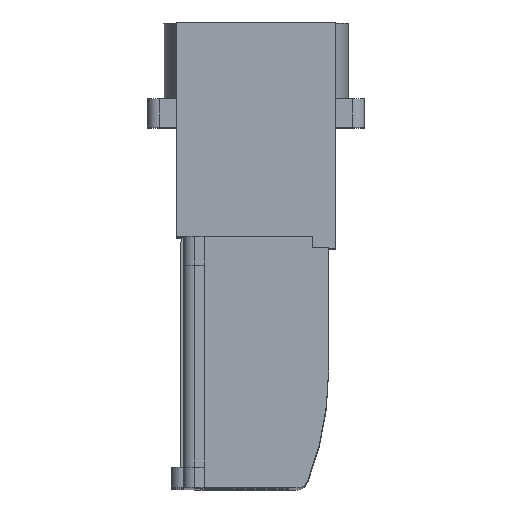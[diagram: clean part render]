
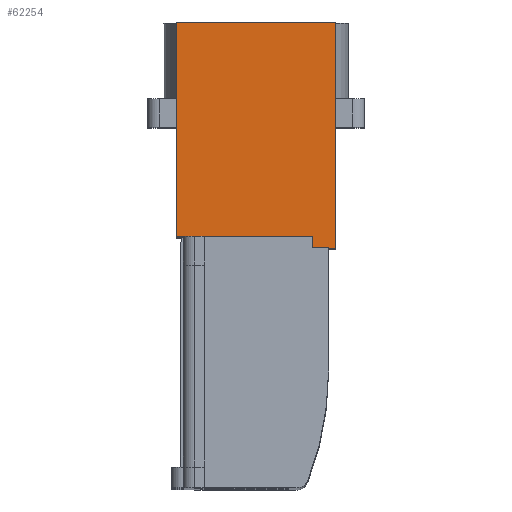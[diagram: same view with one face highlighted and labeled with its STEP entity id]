
A CAD part, top view. The second image highlights one B-rep face of the part: STEP entity #62254.
In plain terms, the highlighted face is planar.
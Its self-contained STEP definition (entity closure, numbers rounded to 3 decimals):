
#2679 = LINE ( 'NONE', #41115, #60838 ) ;
#3017 = CARTESIAN_POINT ( 'NONE',  ( -34.5, 19.6, -4.9 ) ) ;
#4905 = CARTESIAN_POINT ( 'NONE',  ( -34.5, 19.6, -6.9 ) ) ;
#5040 = ORIENTED_EDGE ( 'NONE', *, *, #58247, .F. ) ;
#6096 = AXIS2_PLACEMENT_3D ( 'NONE', #22603, #46140, #46454 ) ;
#6439 = VERTEX_POINT ( 'NONE', #3017 ) ;
#7360 = ORIENTED_EDGE ( 'NONE', *, *, #45504, .T. ) ;
#7367 = EDGE_LOOP ( 'NONE', ( #9633, #5040, #31459, #7360, #48963, #38890 ) ) ;
#7669 = PLANE ( 'NONE',  #6096 ) ;
#9633 = ORIENTED_EDGE ( 'NONE', *, *, #24679, .T. ) ;
#10040 = DIRECTION ( 'NONE',  ( 0., 0., -1. ) ) ;
#14450 = LINE ( 'NONE', #38881, #22222 ) ;
#14658 = VECTOR ( 'NONE', #51931, 1000. ) ;
#15048 = VECTOR ( 'NONE', #24258, 1000. ) ;
#17898 = VERTEX_POINT ( 'NONE', #61156 ) ;
#17939 = VERTEX_POINT ( 'NONE', #53184 ) ;
#18310 = LINE ( 'NONE', #58988, #61581 ) ;
#18570 = CARTESIAN_POINT ( 'NONE',  ( -34.5, 19.6, -4.9 ) ) ;
#19207 = DIRECTION ( 'NONE',  ( 0., 0., -1. ) ) ;
#20452 = EDGE_CURVE ( 'NONE', #33586, #6439, #44465, .T. ) ;
#22222 = VECTOR ( 'NONE', #19207, 1000. ) ;
#22603 = CARTESIAN_POINT ( 'NONE',  ( -34.5, 0., 6.9 ) ) ;
#24258 = DIRECTION ( 'NONE',  ( 0., -1., 0. ) ) ;
#24679 = EDGE_CURVE ( 'NONE', #33586, #28623, #2679, .T. ) ;
#28623 = VERTEX_POINT ( 'NONE', #48284 ) ;
#31459 = ORIENTED_EDGE ( 'NONE', *, *, #44237, .F. ) ;
#33586 = VERTEX_POINT ( 'NONE', #4905 ) ;
#36370 = DIRECTION ( 'NONE',  ( 0., -1., 0. ) ) ;
#37945 = FACE_OUTER_BOUND ( 'NONE', #7367, .T. ) ;
#38881 = CARTESIAN_POINT ( 'NONE',  ( -34.5, 18.6, 6.9 ) ) ;
#38890 = ORIENTED_EDGE ( 'NONE', *, *, #20452, .F. ) ;
#41115 = CARTESIAN_POINT ( 'NONE',  ( -34.5, 0., -6.9 ) ) ;
#42053 = LINE ( 'NONE', #52878, #15048 ) ;
#43582 = VERTEX_POINT ( 'NONE', #50891 ) ;
#44237 = EDGE_CURVE ( 'NONE', #17898, #43582, #42053, .T. ) ;
#44465 = LINE ( 'NONE', #60052, #56337 ) ;
#45504 = EDGE_CURVE ( 'NONE', #17898, #17939, #14450, .T. ) ;
#46140 = DIRECTION ( 'NONE',  ( 1., 0., 0. ) ) ;
#46454 = DIRECTION ( 'NONE',  ( 0., 1., 0. ) ) ;
#48284 = CARTESIAN_POINT ( 'NONE',  ( -34.5, 0., -6.9 ) ) ;
#48963 = ORIENTED_EDGE ( 'NONE', *, *, #53313, .F. ) ;
#50891 = CARTESIAN_POINT ( 'NONE',  ( -34.5, 0., 6.9 ) ) ;
#51931 = DIRECTION ( 'NONE',  ( 0., -1., 0. ) ) ;
#52561 = LINE ( 'NONE', #18570, #14658 ) ;
#52878 = CARTESIAN_POINT ( 'NONE',  ( -34.5, 0., 6.9 ) ) ;
#53184 = CARTESIAN_POINT ( 'NONE',  ( -34.5, 18.6, -4.9 ) ) ;
#53313 = EDGE_CURVE ( 'NONE', #6439, #17939, #52561, .T. ) ;
#56337 = VECTOR ( 'NONE', #59428, 1000. ) ;
#58247 = EDGE_CURVE ( 'NONE', #43582, #28623, #18310, .T. ) ;
#58988 = CARTESIAN_POINT ( 'NONE',  ( -34.5, 0., 6.9 ) ) ;
#59428 = DIRECTION ( 'NONE',  ( 0., 0., 1. ) ) ;
#60052 = CARTESIAN_POINT ( 'NONE',  ( -34.5, 19.6, -6.9 ) ) ;
#60838 = VECTOR ( 'NONE', #36370, 1000. ) ;
#61156 = CARTESIAN_POINT ( 'NONE',  ( -34.5, 18.6, 6.9 ) ) ;
#61581 = VECTOR ( 'NONE', #10040, 1000. ) ;
#62254 = ADVANCED_FACE ( 'NONE', ( #37945 ), #7669, .F. ) ;
